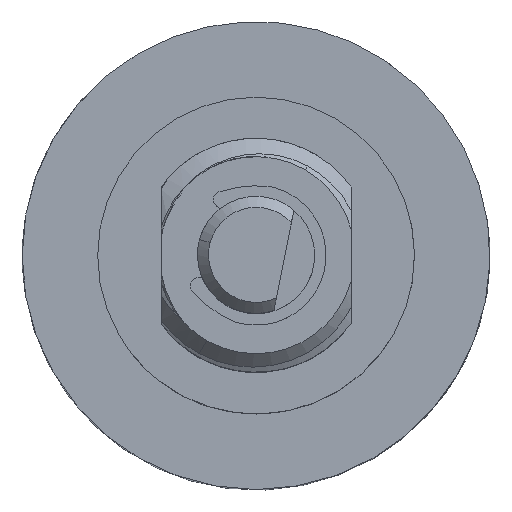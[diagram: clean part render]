
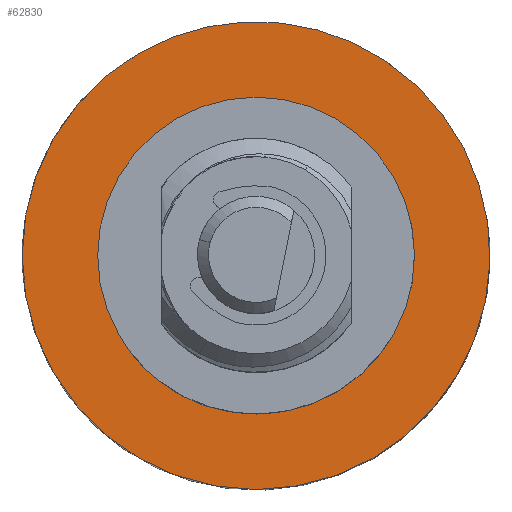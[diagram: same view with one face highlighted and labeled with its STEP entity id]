
A CAD part, top view. The second image highlights one B-rep face of the part: STEP entity #62830.
In plain terms, the highlighted face is planar.
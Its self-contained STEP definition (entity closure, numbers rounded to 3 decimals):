
#62310=CARTESIAN_POINT('',(7.05,-3.041,
3.041));
#62320=VERTEX_POINT('',#62310);
#62350=CARTESIAN_POINT('',(7.05,0.,
0.));
#62360=DIRECTION('',(-1.,0.,0.));
#62370=DIRECTION('',(0.,0.707,
-0.707));
#62380=AXIS2_PLACEMENT_3D('',#62350,#62360,#62370);
#62390=CIRCLE('',#62380,4.3);
#62400=CARTESIAN_POINT('',(7.05,3.041,
-3.041));
#62410=VERTEX_POINT('',#62400);
#62420=EDGE_CURVE('',#62410,#62320,#62390,.T.);
#62540=CARTESIAN_POINT('',(7.05,3.579,
3.308));
#62550=DIRECTION('',(-1.,0.,0.));
#62560=DIRECTION('',(0.,0.707,
0.707));
#62570=AXIS2_PLACEMENT_3D('',#62540,#62550,#62560);
#62580=PLANE('',#62570);
#62590=ORIENTED_EDGE('',*,*,#62420,.F.);
#62600=EDGE_CURVE('',#62320,#62410,#62390,.T.);
#62610=ORIENTED_EDGE('',*,*,#62600,.F.);
#62620=EDGE_LOOP('',(#62610,#62590));
#62630=FACE_BOUND('',#62620,.T.);
#62640=CARTESIAN_POINT('',(7.05,0.,
0.));
#62650=DIRECTION('',(-1.,0.,0.));
#62660=DIRECTION('',(0.,0.707,
-0.707));
#62670=AXIS2_PLACEMENT_3D('',#62640,#62650,#62660);
#62680=CIRCLE('',#62670,6.35);
#62690=CARTESIAN_POINT('',(7.05,4.49,
4.49));
#62700=VERTEX_POINT('',#62690);
#62710=CARTESIAN_POINT('',(7.05,-4.49,
-4.49));
#62720=VERTEX_POINT('',#62710);
#62730=EDGE_CURVE('',#62700,#62720,#62680,.T.);
#62740=ORIENTED_EDGE('',*,*,#62730,.T.);
#62750=CARTESIAN_POINT('',(7.05,-2.001,
6.027));
#62760=VERTEX_POINT('',#62750);
#62770=EDGE_CURVE('',#62760,#62700,#62680,.T.);
#62780=ORIENTED_EDGE('',*,*,#62770,.T.);
#62790=EDGE_CURVE('',#62720,#62760,#62680,.T.);
#62800=ORIENTED_EDGE('',*,*,#62790,.T.);
#62810=EDGE_LOOP('',(#62800,#62780,#62740));
#62820=FACE_OUTER_BOUND('',#62810,.T.);
#62830=ADVANCED_FACE('',(#62630,#62820),#62580,.T.);
